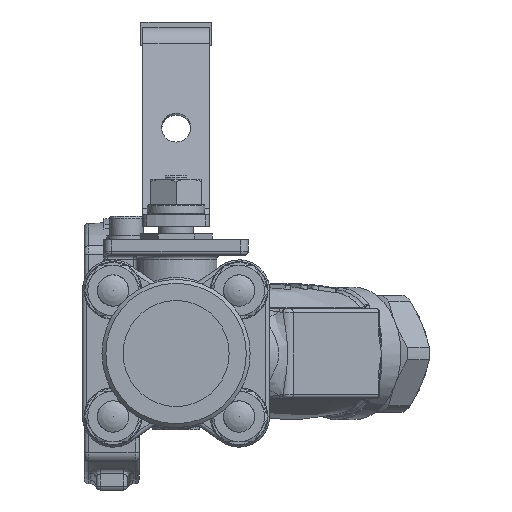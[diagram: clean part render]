
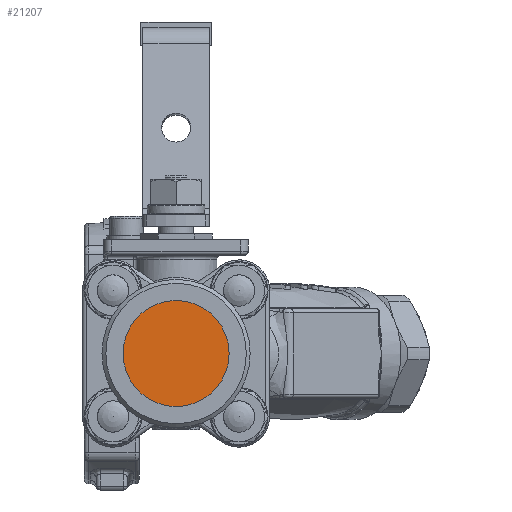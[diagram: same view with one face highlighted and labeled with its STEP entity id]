
A CAD part, left-side view. The second image highlights one B-rep face of the part: STEP entity #21207.
In plain terms, the highlighted planar face has unit normal (-1, 0, 0).
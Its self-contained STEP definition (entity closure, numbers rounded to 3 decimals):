
#2019=PLANE('',#22572);
#2479=FACE_OUTER_BOUND('',#3806,.T.);
#3806=EDGE_LOOP('',(#14136,#14137));
#7405=CIRCLE('',#22570,13.6);
#7406=CIRCLE('',#22571,13.6);
#8650=VERTEX_POINT('',#31424);
#8651=VERTEX_POINT('',#31426);
#10777=EDGE_CURVE('',#8651,#8650,#7405,.T.);
#10778=EDGE_CURVE('',#8650,#8651,#7406,.T.);
#14136=ORIENTED_EDGE('',*,*,#10777,.T.);
#14137=ORIENTED_EDGE('',*,*,#10778,.T.);
#21207=ADVANCED_FACE('',(#2479),#2019,.T.);
#22570=AXIS2_PLACEMENT_3D('',#31427,#25169,#25170);
#22571=AXIS2_PLACEMENT_3D('',#31428,#25171,#25172);
#22572=AXIS2_PLACEMENT_3D('',#31429,#25173,#25174);
#25169=DIRECTION('center_axis',(-1.,0.,0.));
#25170=DIRECTION('ref_axis',(0.,1.,0.));
#25171=DIRECTION('center_axis',(-1.,0.,0.));
#25172=DIRECTION('ref_axis',(0.,1.,0.));
#25173=DIRECTION('center_axis',(-1.,0.,0.));
#25174=DIRECTION('ref_axis',(0.,1.,0.));
#31424=CARTESIAN_POINT('',(-130.835,15.563,0.25));
#31426=CARTESIAN_POINT('',(-130.835,42.763,0.25));
#31427=CARTESIAN_POINT('Origin',(-130.835,29.163,0.25));
#31428=CARTESIAN_POINT('Origin',(-130.835,29.163,0.25));
#31429=CARTESIAN_POINT('Origin',(-130.835,29.163,0.25));
